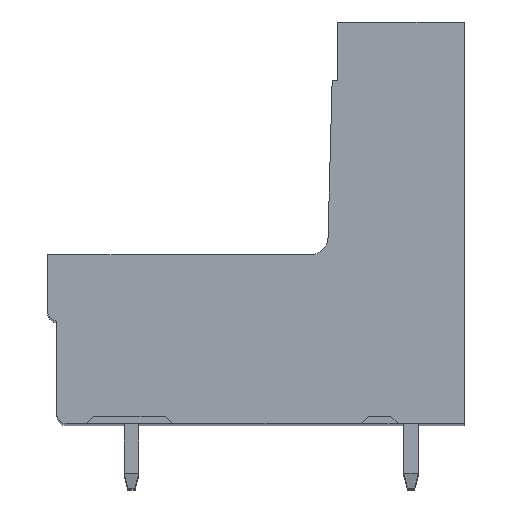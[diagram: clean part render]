
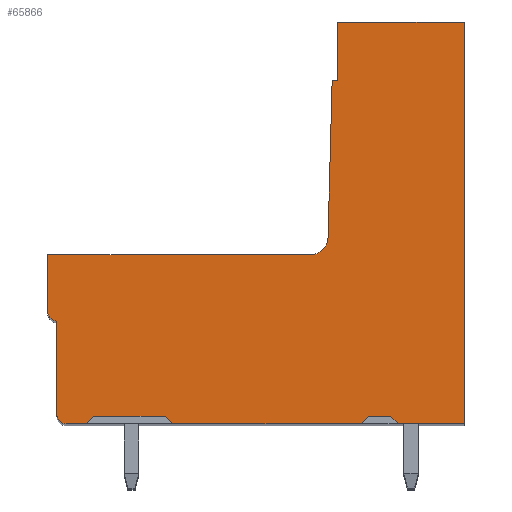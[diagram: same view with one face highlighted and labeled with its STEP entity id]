
A CAD part, top view. The second image highlights one B-rep face of the part: STEP entity #65866.
In plain terms, the highlighted planar face has unit normal (0, 0, 1).
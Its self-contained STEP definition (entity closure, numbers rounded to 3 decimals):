
#7116=DIRECTION('',(0.,1.,0.));
#7117=VECTOR('',#7116,21.9);
#7118=CARTESIAN_POINT('',(0.006,0.,
-62.673));
#7119=LINE('',#7118,#7117);
#16668=DIRECTION('',(0.,-1.,0.));
#16669=VECTOR('',#16668,5.1);
#16670=CARTESIAN_POINT('',(-22.194,5.6,-62.673));
#16671=LINE('',#16670,#16669);
#23453=DIRECTION('',(-1.,0.,0.));
#23454=VECTOR('',#23453,0.3);
#23455=CARTESIAN_POINT('',(-6.894,18.7,-62.673));
#23456=LINE('',#23455,#23454);
#23461=DIRECTION('',(0.,-1.,0.));
#23462=VECTOR('',#23461,3.2);
#23463=CARTESIAN_POINT('',(-6.894,21.9,-62.673));
#23464=LINE('',#23463,#23462);
#23465=DIRECTION('',(-1.,0.,0.));
#23466=VECTOR('',#23465,10.3);
#23467=CARTESIAN_POINT('',(-5.594,0.,
-62.673));
#23468=LINE('',#23467,#23466);
#23469=DIRECTION('',(-0.707,0.707,0.));
#23470=VECTOR('',#23469,0.566);
#23471=CARTESIAN_POINT('',(-15.894,0.,
-62.673));
#23472=LINE('',#23471,#23470);
#23473=DIRECTION('',(-1.,0.,0.));
#23474=VECTOR('',#23473,3.9);
#23475=CARTESIAN_POINT('',(-16.294,0.4,
-62.673));
#23476=LINE('',#23475,#23474);
#23477=DIRECTION('',(-1.,0.,0.));
#23478=VECTOR('',#23477,1.1);
#23479=CARTESIAN_POINT('',(-20.594,0.,
-62.673));
#23480=LINE('',#23479,#23478);
#23481=CARTESIAN_POINT('',(-21.694,0.5,-62.673));
#23482=DIRECTION('',(0.,0.,-1.));
#23483=DIRECTION('',(0.,-1.,0.));
#23484=AXIS2_PLACEMENT_3D('',#23481,#23482,#23483);
#23486=CARTESIAN_POINT('',(-22.194,6.1,-62.673));
#23487=DIRECTION('',(0.,0.,-1.));
#23488=DIRECTION('',(0.,-1.,0.));
#23489=AXIS2_PLACEMENT_3D('',#23486,#23487,#23488);
#23491=DIRECTION('',(0.,1.,0.));
#23492=VECTOR('',#23491,3.1);
#23493=CARTESIAN_POINT('',(-22.694,6.1,
-62.673));
#23494=LINE('',#23493,#23492);
#23495=DIRECTION('',(1.,0.,0.));
#23496=VECTOR('',#23495,14.277);
#23497=CARTESIAN_POINT('',(-22.694,9.2,-62.673));
#23498=LINE('',#23497,#23496);
#23499=CARTESIAN_POINT('',(-8.417,10.2,-62.673));
#23500=DIRECTION('',(0.,0.,1.));
#23501=DIRECTION('',(0.,-1.,0.));
#23502=AXIS2_PLACEMENT_3D('',#23499,#23500,#23501);
#23504=DIRECTION('',(0.026,1.,0.));
#23505=VECTOR('',#23504,8.529);
#23506=CARTESIAN_POINT('',(-7.417,10.174,
-62.673));
#23507=LINE('',#23506,#23505);
#23508=DIRECTION('',(1.,0.,0.));
#23509=VECTOR('',#23508,6.9);
#23510=CARTESIAN_POINT('',(-6.894,21.9,-62.673));
#23511=LINE('',#23510,#23509);
#23512=DIRECTION('',(-1.,0.,0.));
#23513=VECTOR('',#23512,3.6);
#23514=CARTESIAN_POINT('',(0.006,0.,
-62.673));
#23515=LINE('',#23514,#23513);
#23516=DIRECTION('',(-0.707,0.707,0.));
#23517=VECTOR('',#23516,0.566);
#23518=CARTESIAN_POINT('',(-3.594,0.,
-62.673));
#23519=LINE('',#23518,#23517);
#23520=DIRECTION('',(-0.707,-0.707,0.));
#23521=VECTOR('',#23520,0.566);
#23522=CARTESIAN_POINT('',(-5.194,0.4,
-62.673));
#23523=LINE('',#23522,#23521);
#23540=DIRECTION('',(-0.707,-0.707,0.));
#23541=VECTOR('',#23540,0.566);
#23542=CARTESIAN_POINT('',(-20.194,0.4,
-62.673));
#23543=LINE('',#23542,#23541);
#23576=DIRECTION('',(1.,0.,0.));
#23577=VECTOR('',#23576,1.2);
#23578=CARTESIAN_POINT('',(-5.194,0.4,
-62.673));
#23579=LINE('',#23578,#23577);
#24267=CARTESIAN_POINT('',(-5.594,0.,
-62.673));
#24269=VERTEX_POINT('',#24267);
#24273=CARTESIAN_POINT('',(-3.594,0.,
-62.673));
#24274=VERTEX_POINT('',#24273);
#24390=CARTESIAN_POINT('',(-16.294,0.4,
-62.673));
#24391=VERTEX_POINT('',#24390);
#24392=CARTESIAN_POINT('',(-7.417,10.174,
-62.673));
#24393=CARTESIAN_POINT('',(-7.194,18.7,-62.673));
#24394=VERTEX_POINT('',#24392);
#24395=VERTEX_POINT('',#24393);
#24396=CARTESIAN_POINT('',(-6.894,18.7,-62.673));
#24397=VERTEX_POINT('',#24396);
#24398=CARTESIAN_POINT('',(-6.894,21.9,-62.673));
#24399=VERTEX_POINT('',#24398);
#24400=CARTESIAN_POINT('',(-3.994,0.4,
-62.673));
#24401=VERTEX_POINT('',#24400);
#24402=CARTESIAN_POINT('',(-5.194,0.4,
-62.673));
#24403=VERTEX_POINT('',#24402);
#24408=CARTESIAN_POINT('',(-21.694,0.,-62.673));
#24409=CARTESIAN_POINT('',(-22.194,0.5,
-62.673));
#24410=VERTEX_POINT('',#24408);
#24411=VERTEX_POINT('',#24409);
#24412=CARTESIAN_POINT('',(-22.194,5.6,-62.673));
#24413=VERTEX_POINT('',#24412);
#24414=CARTESIAN_POINT('',(-22.694,6.1,
-62.673));
#24415=VERTEX_POINT('',#24414);
#24416=CARTESIAN_POINT('',(-22.694,9.2,-62.673));
#24417=VERTEX_POINT('',#24416);
#24666=CARTESIAN_POINT('',(0.006,0.,
-62.673));
#24667=CARTESIAN_POINT('',(0.006,21.9,-62.673));
#24668=VERTEX_POINT('',#24666);
#24669=VERTEX_POINT('',#24667);
#24670=CARTESIAN_POINT('',(-20.194,0.4,
-62.673));
#24671=CARTESIAN_POINT('',(-20.594,0.,
-62.673));
#24672=VERTEX_POINT('',#24670);
#24673=VERTEX_POINT('',#24671);
#24674=CARTESIAN_POINT('',(-15.894,0.,
-62.673));
#24675=VERTEX_POINT('',#24674);
#24676=CARTESIAN_POINT('',(-8.417,9.2,-62.673));
#24677=VERTEX_POINT('',#24676);
#65833=CARTESIAN_POINT('',(-21.694,0.5,
-62.673));
#65834=DIRECTION('',(0.,0.,-1.));
#65835=DIRECTION('',(-1.,0.,0.));
#65836=AXIS2_PLACEMENT_3D('',#65833,#65834,#65835);
#65837=PLANE('',#65836);
#65838=ORIENTED_EDGE('',*,*,#50809,.T.);
#65840=ORIENTED_EDGE('',*,*,#65839,.T.);
#65842=ORIENTED_EDGE('',*,*,#65841,.T.);
#65844=ORIENTED_EDGE('',*,*,#65843,.T.);
#65845=ORIENTED_EDGE('',*,*,#50801,.T.);
#65846=ORIENTED_EDGE('',*,*,#55404,.T.);
#65847=ORIENTED_EDGE('',*,*,#55419,.F.);
#65848=ORIENTED_EDGE('',*,*,#55434,.T.);
#65849=ORIENTED_EDGE('',*,*,#55449,.T.);
#65850=ORIENTED_EDGE('',*,*,#55464,.T.);
#65851=ORIENTED_EDGE('',*,*,#65781,.T.);
#65852=ORIENTED_EDGE('',*,*,#65796,.T.);
#65853=ORIENTED_EDGE('',*,*,#65811,.F.);
#65854=ORIENTED_EDGE('',*,*,#65825,.F.);
#65855=ORIENTED_EDGE('',*,*,#31372,.T.);
#65856=ORIENTED_EDGE('',*,*,#40928,.F.);
#65857=ORIENTED_EDGE('',*,*,#50817,.T.);
#65859=ORIENTED_EDGE('',*,*,#65858,.T.);
#65861=ORIENTED_EDGE('',*,*,#65860,.F.);
#65863=ORIENTED_EDGE('',*,*,#65862,.T.);
#65864=EDGE_LOOP('',(#65838,#65840,#65842,#65844,#65845,#65846,#65847,#65848,
#65849,#65850,#65851,#65852,#65853,#65854,#65855,#65856,#65857,#65859,#65861,
#65863));
#65865=FACE_OUTER_BOUND('',#65864,.F.);
#65866=ADVANCED_FACE('',(#65865),#65837,.F.);
#23485=CIRCLE('',#23484,0.5);
#23490=CIRCLE('',#23489,0.5);
#23503=CIRCLE('',#23502,1.);
#31372=EDGE_CURVE('',#24399,#24669,#23511,.T.);
#40928=EDGE_CURVE('',#24668,#24669,#7119,.T.);
#50801=EDGE_CURVE('',#24673,#24410,#23480,.T.);
#50809=EDGE_CURVE('',#24269,#24675,#23468,.T.);
#50817=EDGE_CURVE('',#24668,#24274,#23515,.T.);
#55404=EDGE_CURVE('',#24410,#24411,#23485,.T.);
#55419=EDGE_CURVE('',#24413,#24411,#16671,.T.);
#55434=EDGE_CURVE('',#24413,#24415,#23490,.T.);
#55449=EDGE_CURVE('',#24415,#24417,#23494,.T.);
#55464=EDGE_CURVE('',#24417,#24677,#23498,.T.);
#65781=EDGE_CURVE('',#24677,#24394,#23503,.T.);
#65796=EDGE_CURVE('',#24394,#24395,#23507,.T.);
#65811=EDGE_CURVE('',#24397,#24395,#23456,.T.);
#65825=EDGE_CURVE('',#24399,#24397,#23464,.T.);
#65839=EDGE_CURVE('',#24675,#24391,#23472,.T.);
#65841=EDGE_CURVE('',#24391,#24672,#23476,.T.);
#65843=EDGE_CURVE('',#24672,#24673,#23543,.T.);
#65858=EDGE_CURVE('',#24274,#24401,#23519,.T.);
#65860=EDGE_CURVE('',#24403,#24401,#23579,.T.);
#65862=EDGE_CURVE('',#24403,#24269,#23523,.T.);
